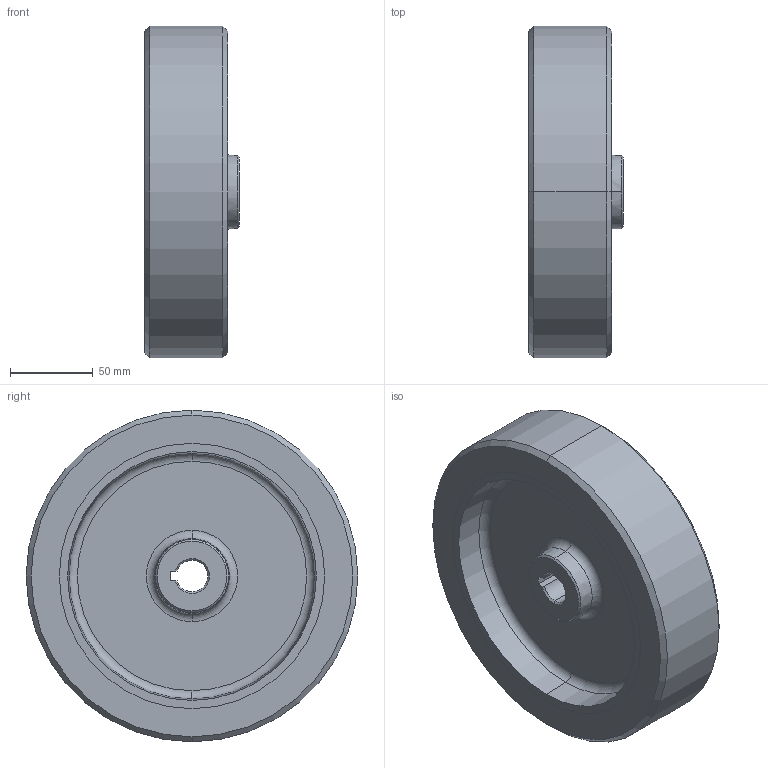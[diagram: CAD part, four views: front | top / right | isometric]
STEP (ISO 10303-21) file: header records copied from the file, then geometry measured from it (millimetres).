
FILE_DESCRIPTION (( 'STEP AP203' ), '1' );
FILE_NAME ('12036308206101.STEP', '2025-09-16T02:37:22', ( '20241006' ), ( '' ), 'SwSTEP 2.0', 'SolidWorks 2021', '' );
FILE_SCHEMA (( 'CONFIG_CONTROL_DESIGN' ));
Length unit declared in the file: millimetre
Products named in the file (1): 12036308206101
Bounding box: 57 x 200 x 200 mm (x, y, z)
Volume: 892926.5 mm3; surface area: 116771.5 mm2
Topology: 1 solids, 1 shells, 46 faces, 98 edges, 60 vertices
Faces by surface type: cone 22, plane 11, torus 8, cylinder 5
Entity records: 1339 total; most frequent: DIRECTION 248, CARTESIAN_POINT 217, ORIENTED_EDGE 196, AXIS2_PLACEMENT_3D 107, EDGE_CURVE 98, VERTEX_POINT 60, CIRCLE 60, EDGE_LOOP 54
